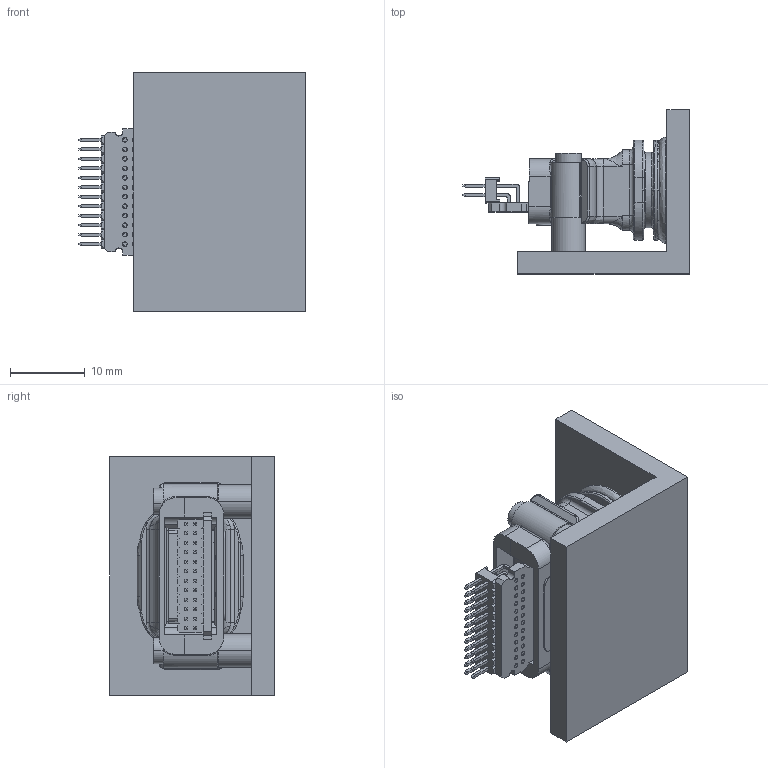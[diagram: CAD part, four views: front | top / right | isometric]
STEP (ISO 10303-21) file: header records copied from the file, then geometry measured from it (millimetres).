
FILE_DESCRIPTION (( 'STEP AP214' ), '1' );
FILE_NAME ('U3B00001.STEP', '2017-12-04T22:13:00', ( '' ), ( '' ), 'SwSTEP 2.0', 'SolidWorks 2014', '' );
FILE_SCHEMA (( 'AUTOMOTIVE_DESIGN' ));
Length unit declared in the file: millimetre
Products named in the file (4): U3B00001-MA2-M2X0.4X10 Screw; U3B00001-MA1-PANEL; U3B00001
Assembly tree (4 placements, depth 2):
  U3B00001
    U3B00001
    U3B00001-MA1-PANEL
    U3B00001-MA2-M2X0.4X10 Screw  x2
Bounding box: 30.38 x 22 x 32 mm (x, y, z)
Volume: 3723.6 mm3; surface area: 8201.2 mm2
Topology: 3 solids, 5 shells, 2951 faces, 8233 edges, 5287 vertices
Faces by surface type: plane 1732, cylinder 966, bspline 175, cone 74, torus 4
Entity records: 106042 total; most frequent: CARTESIAN_POINT 37138, ORIENTED_EDGE 15979, DIRECTION 11714, EDGE_CURVE 7993, VERTEX_POINT 5136, VECTOR 5088, LINE 5088, AXIS2_PLACEMENT_3D 3313
